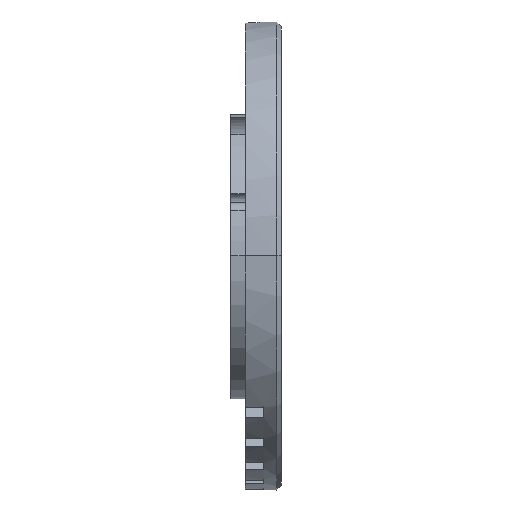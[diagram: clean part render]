
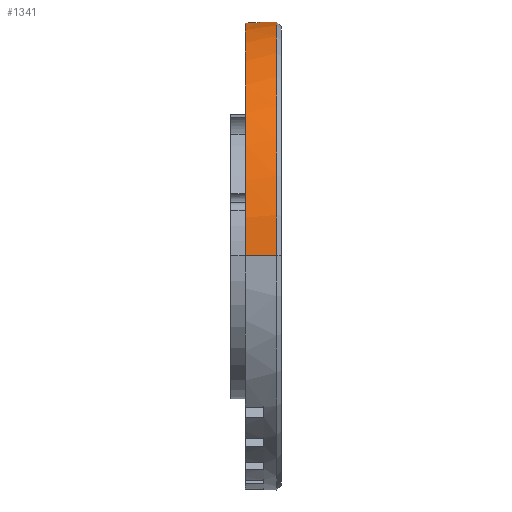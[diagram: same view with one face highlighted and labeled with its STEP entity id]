
A CAD part, top view. The second image highlights one B-rep face of the part: STEP entity #1341.
In plain terms, the highlighted cylindrical face has radius 25.325 mm (diameter 50.65 mm), a partial arc.
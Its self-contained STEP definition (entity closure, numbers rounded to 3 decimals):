
#9 = LINE ( 'NONE', #678, #778 ) ;
#57 = ORIENTED_EDGE ( 'NONE', *, *, #383, .T. ) ;
#157 = CARTESIAN_POINT ( 'NONE',  ( 2.857, 25.26, 1.828 ) ) ;
#182 = CARTESIAN_POINT ( 'NONE',  ( 2.149, 25.218, 2.327 ) ) ;
#383 = EDGE_CURVE ( 'NONE', #1914, #2578, #934, .T. ) ;
#445 = EDGE_CURVE ( 'NONE', #4435, #2578, #4627, .T. ) ;
#493 = VECTOR ( 'NONE', #3627, 1000. ) ;
#661 = DIRECTION ( 'NONE',  ( 0., 0., -1. ) ) ;
#665 = DIRECTION ( 'NONE',  ( -1., 0., 0. ) ) ;
#678 = CARTESIAN_POINT ( 'NONE',  ( 5.5, 0., 25.325 ) ) ;
#732 = DIRECTION ( 'NONE',  ( 0., 0., 1. ) ) ;
#778 = VECTOR ( 'NONE', #1852, 1000. ) ;
#864 = CARTESIAN_POINT ( 'NONE',  ( 2.642, 25.245, 2.019 ) ) ;
#875 = CARTESIAN_POINT ( 'NONE',  ( 1.6, 0., 0. ) ) ;
#934 = LINE ( 'NONE', #2840, #493 ) ;
#936 = CARTESIAN_POINT ( 'NONE',  ( 1.6, 25.201, -2.5 ) ) ;
#1198 = EDGE_CURVE ( 'NONE', #4435, #1351, #2813, .T. ) ;
#1318 = CARTESIAN_POINT ( 'NONE',  ( 1.6, 0., -25.325 ) ) ;
#1341 = ADVANCED_FACE ( 'NONE', ( #3721 ), #1438, .T. ) ;
#1351 = VERTEX_POINT ( 'NONE', #3798 ) ;
#1357 = ORIENTED_EDGE ( 'NONE', *, *, #3764, .F. ) ;
#1438 = CYLINDRICAL_SURFACE ( 'NONE', #4006, 25.325 ) ;
#1444 = CARTESIAN_POINT ( 'NONE',  ( 1.6, 0., 25.325 ) ) ;
#1518 = CARTESIAN_POINT ( 'NONE',  ( 5.5, 0., 0. ) ) ;
#1645 = CARTESIAN_POINT ( 'NONE',  ( 1.884, 25.208, 2.436 ) ) ;
#1654 = EDGE_CURVE ( 'NONE', #1891, #1914, #3072, .T. ) ;
#1852 = DIRECTION ( 'NONE',  ( -1., 0., 0. ) ) ;
#1891 = VERTEX_POINT ( 'NONE', #1976 ) ;
#1914 = VERTEX_POINT ( 'NONE', #4353 ) ;
#1976 = CARTESIAN_POINT ( 'NONE',  ( 5., 0., 25.325 ) ) ;
#1991 = CARTESIAN_POINT ( 'NONE',  ( 3.6, 25.325, 0.291 ) ) ;
#2058 = EDGE_CURVE ( 'NONE', #1891, #4481, #9, .T. ) ;
#2062 = CARTESIAN_POINT ( 'NONE',  ( 3.552, 25.32, -0.574 ) ) ;
#2327 = CARTESIAN_POINT ( 'NONE',  ( 3.359, 25.302, 1.123 ) ) ;
#2380 = AXIS2_PLACEMENT_3D ( 'NONE', #875, #4541, #2736 ) ;
#2432 = CARTESIAN_POINT ( 'NONE',  ( 1.884, 25.208, -2.436 ) ) ;
#2578 = VERTEX_POINT ( 'NONE', #1318 ) ;
#2736 = DIRECTION ( 'NONE',  ( 0., 0., 1. ) ) ;
#2813 = B_SPLINE_CURVE_WITH_KNOTS ( 'NONE', 3,
 ( #936, #2432, #4216, #3168, #3879, #3145, #4606, #2062, #4555, #1991, #3852, #2327, #4292, #157, #864, #182, #1645, #4632 ),
 .UNSPECIFIED., .F., .F.,
 ( 4, 2, 2, 2, 2, 2, 2, 2, 4 ),
 ( 0., 0.001, 0.002, 0.003, 0.003, 0.004, 0.005, 0.006, 0.007 ),
 .UNSPECIFIED. ) ;
#2840 = CARTESIAN_POINT ( 'NONE',  ( 5.5, 0., -25.325 ) ) ;
#2875 = CARTESIAN_POINT ( 'NONE',  ( 1.6, 25.201, -2.5 ) ) ;
#2884 = DIRECTION ( 'NONE',  ( -1., 0., 0. ) ) ;
#3072 = CIRCLE ( 'NONE', #4221, 25.325 ) ;
#3145 = CARTESIAN_POINT ( 'NONE',  ( 3.22, 25.289, -1.374 ) ) ;
#3168 = CARTESIAN_POINT ( 'NONE',  ( 2.642, 25.245, -2.019 ) ) ;
#3208 = DIRECTION ( 'NONE',  ( 0., 0., 1. ) ) ;
#3250 = CARTESIAN_POINT ( 'NONE',  ( 5., 0., 0. ) ) ;
#3402 = DIRECTION ( 'NONE',  ( -1., 0., 0. ) ) ;
#3412 = ORIENTED_EDGE ( 'NONE', *, *, #1654, .T. ) ;
#3627 = DIRECTION ( 'NONE',  ( -1., 0., 0. ) ) ;
#3661 = ORIENTED_EDGE ( 'NONE', *, *, #2058, .F. ) ;
#3675 = EDGE_LOOP ( 'NONE', ( #3412, #57, #4350, #4638, #1357, #3661 ) ) ;
#3721 = FACE_OUTER_BOUND ( 'NONE', #3675, .T. ) ;
#3764 = EDGE_CURVE ( 'NONE', #4481, #1351, #4644, .T. ) ;
#3798 = CARTESIAN_POINT ( 'NONE',  ( 1.6, 25.201, 2.5 ) ) ;
#3852 = CARTESIAN_POINT ( 'NONE',  ( 3.552, 25.32, 0.574 ) ) ;
#3879 = CARTESIAN_POINT ( 'NONE',  ( 2.857, 25.26, -1.828 ) ) ;
#4006 = AXIS2_PLACEMENT_3D ( 'NONE', #1518, #3402, #732 ) ;
#4216 = CARTESIAN_POINT ( 'NONE',  ( 2.149, 25.218, -2.327 ) ) ;
#4221 = AXIS2_PLACEMENT_3D ( 'NONE', #3250, #2884, #661 ) ;
#4292 = CARTESIAN_POINT ( 'NONE',  ( 3.22, 25.289, 1.374 ) ) ;
#4338 = CARTESIAN_POINT ( 'NONE',  ( 1.6, 0., 0. ) ) ;
#4350 = ORIENTED_EDGE ( 'NONE', *, *, #445, .F. ) ;
#4353 = CARTESIAN_POINT ( 'NONE',  ( 5., 0., -25.325 ) ) ;
#4435 = VERTEX_POINT ( 'NONE', #2875 ) ;
#4464 = AXIS2_PLACEMENT_3D ( 'NONE', #4338, #665, #3208 ) ;
#4481 = VERTEX_POINT ( 'NONE', #1444 ) ;
#4541 = DIRECTION ( 'NONE',  ( -1., 0., 0. ) ) ;
#4555 = CARTESIAN_POINT ( 'NONE',  ( 3.6, 25.325, -0.291 ) ) ;
#4606 = CARTESIAN_POINT ( 'NONE',  ( 3.359, 25.302, -1.123 ) ) ;
#4627 = CIRCLE ( 'NONE', #4464, 25.325 ) ;
#4632 = CARTESIAN_POINT ( 'NONE',  ( 1.6, 25.201, 2.5 ) ) ;
#4638 = ORIENTED_EDGE ( 'NONE', *, *, #1198, .T. ) ;
#4644 = CIRCLE ( 'NONE', #2380, 25.325 ) ;
